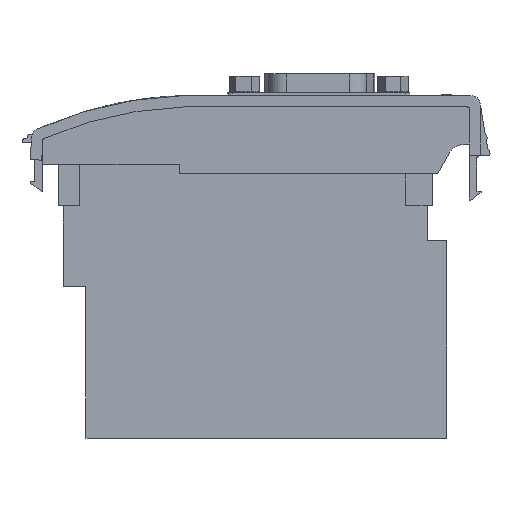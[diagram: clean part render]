
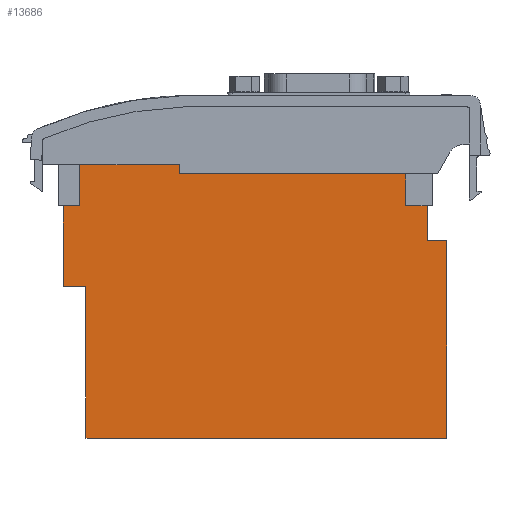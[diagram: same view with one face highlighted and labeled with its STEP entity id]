
A CAD part, left-side view. The second image highlights one B-rep face of the part: STEP entity #13686.
In plain terms, the highlighted planar face has unit normal (-1, 0, 0).
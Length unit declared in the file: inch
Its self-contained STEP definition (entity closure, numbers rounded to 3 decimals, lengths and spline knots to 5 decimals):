
#90 = VERTEX_POINT ( 'NONE', #3481 ) ;
#235 = VERTEX_POINT ( 'NONE', #4031 ) ;
#1430 = EDGE_CURVE ( 'NONE', #1439, #1465, #7288, .T. ) ;
#1439 = VERTEX_POINT ( 'NONE', #7332 ) ;
#1455 = VERTEX_POINT ( 'NONE', #7373 ) ;
#1465 = VERTEX_POINT ( 'NONE', #7350 ) ;
#1503 = EDGE_CURVE ( 'NONE', #1465, #1455, #7429, .T. ) ;
#1511 = EDGE_CURVE ( 'NONE', #235, #1439, #7424, .T. ) ;
#3481 = CARTESIAN_POINT ( 'NONE',  ( 1.16138, 1.59848, 0.74362 ) ) ;
#4031 = CARTESIAN_POINT ( 'NONE',  ( 1.16137, 3.99348, 1.01362 ) ) ;
#7285 = DIRECTION ( 'NONE',  ( 0., 0., -1. ) ) ;
#7286 = VECTOR ( 'NONE', #7285, 39.37008 ) ;
#7287 = CARTESIAN_POINT ( 'NONE',  ( 1.16137, 3.22916, 0.95362 ) ) ;
#7288 = LINE ( 'NONE', #7287, #7286 ) ;
#7332 = CARTESIAN_POINT ( 'NONE',  ( 1.16137, 3.22916, 1.01362 ) ) ;
#7350 = CARTESIAN_POINT ( 'NONE',  ( 1.16137, 3.22916, 0.95362 ) ) ;
#7373 = CARTESIAN_POINT ( 'NONE',  ( 1.16137, 1.73848, 0.95362 ) ) ;
#7421 = DIRECTION ( 'NONE',  ( 0., -1., 0. ) ) ;
#7422 = VECTOR ( 'NONE', #7421, 39.37008 ) ;
#7423 = CARTESIAN_POINT ( 'NONE',  ( 1.16137, 3.22916, 1.01362 ) ) ;
#7424 = LINE ( 'NONE', #7423, #7422 ) ;
#7426 = DIRECTION ( 'NONE',  ( 0., -1., 0. ) ) ;
#7427 = VECTOR ( 'NONE', #7426, 39.37008 ) ;
#7428 = CARTESIAN_POINT ( 'NONE',  ( 1.16137, 1.52916, 0.95362 ) ) ;
#7429 = LINE ( 'NONE', #7428, #7427 ) ;
#10079 = ORIENTED_EDGE ( 'NONE', *, *, #13467, .F. ) ;
#10086 = ORIENTED_EDGE ( 'NONE', *, *, #13381, .F. ) ;
#10100 = ORIENTED_EDGE ( 'NONE', *, *, #1511, .F. ) ;
#12670 = CARTESIAN_POINT ( 'NONE',  ( 1.16138, 3.84348, 0.21363 ) ) ;
#12672 = DIRECTION ( 'NONE',  ( 0., 0., 1. ) ) ;
#12673 = VECTOR ( 'NONE', #12672, 39.37008 ) ;
#12674 = CARTESIAN_POINT ( 'NONE',  ( 1.16138, 3.84348, 0.21363 ) ) ;
#12675 = LINE ( 'NONE', #12674, #12673 ) ;
#12714 = DIRECTION ( 'NONE',  ( 0., -1., 0. ) ) ;
#12715 = VECTOR ( 'NONE', #12714, 39.37008 ) ;
#12716 = CARTESIAN_POINT ( 'NONE',  ( 1.16138, 3.84348, 0.74362 ) ) ;
#12717 = LINE ( 'NONE', #12716, #12715 ) ;
#12755 = DIRECTION ( 'NONE',  ( 0., 0., -1. ) ) ;
#12756 = VECTOR ( 'NONE', #12755, 39.37008 ) ;
#12757 = CARTESIAN_POINT ( 'NONE',  ( 1.16138, 1.59848, 0.51362 ) ) ;
#12758 = LINE ( 'NONE', #12757, #12756 ) ;
#12834 = CARTESIAN_POINT ( 'NONE',  ( 1.16138, 1.46848, 0.51362 ) ) ;
#12843 = DIRECTION ( 'NONE',  ( 0., 0., 1. ) ) ;
#12844 = VECTOR ( 'NONE', #12843, 39.37008 ) ;
#12845 = CARTESIAN_POINT ( 'NONE',  ( 1.16137, 3.99348, 1.24362 ) ) ;
#12846 = LINE ( 'NONE', #12845, #12844 ) ;
#12847 = DIRECTION ( 'NONE',  ( 0., 1., 0. ) ) ;
#12848 = VECTOR ( 'NONE', #12847, 39.37008 ) ;
#12849 = CARTESIAN_POINT ( 'NONE',  ( 1.16138, 3.99348, 0.21363 ) ) ;
#12850 = LINE ( 'NONE', #12849, #12848 ) ;
#12860 = CARTESIAN_POINT ( 'NONE',  ( 1.16138, 3.99348, 0.21363 ) ) ;
#12920 = CARTESIAN_POINT ( 'NONE',  ( 1.16138, 3.84348, -0.78638 ) ) ;
#12921 = CARTESIAN_POINT ( 'NONE',  ( 1.16138, 1.46848, -0.78638 ) ) ;
#12922 = DIRECTION ( 'NONE',  ( 0., 1., 0. ) ) ;
#12923 = VECTOR ( 'NONE', #12922, 39.37008 ) ;
#12924 = CARTESIAN_POINT ( 'NONE',  ( 1.16138, 1.46848, -0.78638 ) ) ;
#12925 = LINE ( 'NONE', #12924, #12923 ) ;
#12934 = DIRECTION ( 'NONE',  ( 0., -1., 0. ) ) ;
#12935 = VECTOR ( 'NONE', #12934, 39.37008 ) ;
#12936 = CARTESIAN_POINT ( 'NONE',  ( 1.16138, 1.46848, 0.51362 ) ) ;
#12937 = LINE ( 'NONE', #12936, #12935 ) ;
#12958 = CARTESIAN_POINT ( 'NONE',  ( 1.16138, 1.59848, 0.51362 ) ) ;
#13017 = DIRECTION ( 'NONE',  ( 0., 0., 1. ) ) ;
#13018 = VECTOR ( 'NONE', #13017, 39.37008 ) ;
#13019 = CARTESIAN_POINT ( 'NONE',  ( 1.16138, 1.73848, 0.74362 ) ) ;
#13023 = LINE ( 'NONE', #13019, #13018 ) ;
#13032 = DIRECTION ( 'NONE',  ( 0., 0., -1. ) ) ;
#13033 = VECTOR ( 'NONE', #13032, 39.37008 ) ;
#13034 = CARTESIAN_POINT ( 'NONE',  ( 1.16138, 1.46848, 0.51362 ) ) ;
#13038 = LINE ( 'NONE', #13034, #13033 ) ;
#13200 = CARTESIAN_POINT ( 'NONE',  ( 1.16138, 1.73848, 0.74362 ) ) ;
#13237 = FACE_OUTER_BOUND ( 'NONE', #13608, .T. ) ;
#13270 = DIRECTION ( 'NONE',  ( 0., 0., 1. ) ) ;
#13271 = DIRECTION ( 'NONE',  ( -1., 0., 0. ) ) ;
#13272 = CARTESIAN_POINT ( 'NONE',  ( 1.16138, 3.84348, -0.78638 ) ) ;
#13273 = AXIS2_PLACEMENT_3D ( 'NONE', #13272, #13271, #13270 ) ;
#13274 = PLANE ( 'NONE',  #13273 ) ;
#13376 = EDGE_CURVE ( 'NONE', #13481, #13377, #12675, .T. ) ;
#13377 = VERTEX_POINT ( 'NONE', #12670 ) ;
#13381 = EDGE_CURVE ( 'NONE', #13672, #90, #12717, .T. ) ;
#13442 = EDGE_CURVE ( 'NONE', #90, #13512, #12758, .T. ) ;
#13446 = VERTEX_POINT ( 'NONE', #12834 ) ;
#13458 = VERTEX_POINT ( 'NONE', #12860 ) ;
#13466 = EDGE_CURVE ( 'NONE', #13377, #13458, #12850, .T. ) ;
#13467 = EDGE_CURVE ( 'NONE', #13458, #235, #12846, .T. ) ;
#13479 = EDGE_CURVE ( 'NONE', #13480, #13481, #12925, .T. ) ;
#13480 = VERTEX_POINT ( 'NONE', #12921 ) ;
#13481 = VERTEX_POINT ( 'NONE', #12920 ) ;
#13503 = EDGE_CURVE ( 'NONE', #13512, #13446, #12937, .T. ) ;
#13512 = VERTEX_POINT ( 'NONE', #12958 ) ;
#13521 = EDGE_CURVE ( 'NONE', #13446, #13480, #13038, .T. ) ;
#13524 = ORIENTED_EDGE ( 'NONE', *, *, #1503, .F. ) ;
#13525 = ORIENTED_EDGE ( 'NONE', *, *, #13503, .F. ) ;
#13526 = ORIENTED_EDGE ( 'NONE', *, *, #13442, .F. ) ;
#13530 = EDGE_CURVE ( 'NONE', #13672, #1455, #13023, .T. ) ;
#13594 = ORIENTED_EDGE ( 'NONE', *, *, #13521, .F. ) ;
#13596 = ORIENTED_EDGE ( 'NONE', *, *, #13530, .T. ) ;
#13604 = ORIENTED_EDGE ( 'NONE', *, *, #1430, .F. ) ;
#13606 = ORIENTED_EDGE ( 'NONE', *, *, #13466, .F. ) ;
#13608 = EDGE_LOOP ( 'NONE', ( #13596, #13524, #13604, #10100, #10079, #13606, #13609, #13685, #13594, #13525, #13526, #10086 ) ) ;
#13609 = ORIENTED_EDGE ( 'NONE', *, *, #13376, .F. ) ;
#13672 = VERTEX_POINT ( 'NONE', #13200 ) ;
#13685 = ORIENTED_EDGE ( 'NONE', *, *, #13479, .F. ) ;
#13686 = ADVANCED_FACE ( 'NONE', ( #13237 ), #13274, .T. ) ;
